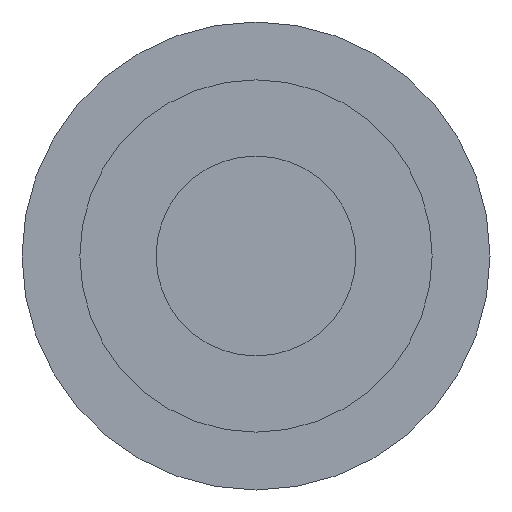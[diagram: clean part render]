
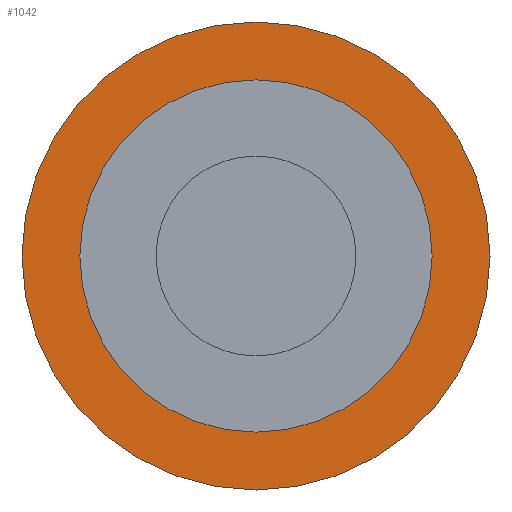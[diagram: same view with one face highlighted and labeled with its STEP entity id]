
A CAD part, front view. The second image highlights one B-rep face of the part: STEP entity #1042.
In plain terms, the highlighted planar face has unit normal (0, -1, 0).
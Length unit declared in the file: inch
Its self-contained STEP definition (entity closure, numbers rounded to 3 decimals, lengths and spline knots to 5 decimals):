
#7 = FACE_BOUND ( 'NONE', #578, .T. ) ;
#17 = CIRCLE ( 'NONE', #743, 0.815 ) ;
#27 = FACE_OUTER_BOUND ( 'NONE', #474, .T. ) ;
#31 = CIRCLE ( 'NONE', #717, 1.0825 ) ;
#50 = ORIENTED_EDGE ( 'NONE', *, *, #1005, .T. ) ;
#84 = CIRCLE ( 'NONE', #728, 0.815 ) ;
#132 = CIRCLE ( 'NONE', #663, 1.0825 ) ;
#244 = DIRECTION ( 'NONE',  ( 0., -1., 0. ) ) ;
#247 = CARTESIAN_POINT ( 'NONE',  ( 1.0825, 0., 0. ) ) ;
#249 = CARTESIAN_POINT ( 'NONE',  ( 0., 0., 0. ) ) ;
#271 = DIRECTION ( 'NONE',  ( 0., -1., 0. ) ) ;
#299 = DIRECTION ( 'NONE',  ( 0., 0., -1. ) ) ;
#362 = PLANE ( 'NONE',  #629 ) ;
#394 = DIRECTION ( 'NONE',  ( 0., 0., -1. ) ) ;
#412 = VERTEX_POINT ( 'NONE', #802 ) ;
#472 = ORIENTED_EDGE ( 'NONE', *, *, #705, .F. ) ;
#474 = EDGE_LOOP ( 'NONE', ( #50, #545 ) ) ;
#497 = VERTEX_POINT ( 'NONE', #853 ) ;
#501 = VERTEX_POINT ( 'NONE', #811 ) ;
#505 = VERTEX_POINT ( 'NONE', #760 ) ;
#531 = ORIENTED_EDGE ( 'NONE', *, *, #755, .F. ) ;
#545 = ORIENTED_EDGE ( 'NONE', *, *, #699, .T. ) ;
#578 = EDGE_LOOP ( 'NONE', ( #472, #531 ) ) ;
#629 = AXIS2_PLACEMENT_3D ( 'NONE', #247, #271, #394 ) ;
#663 = AXIS2_PLACEMENT_3D ( 'NONE', #249, #244, #299 ) ;
#699 = EDGE_CURVE ( 'NONE', #497, #505, #31, .T. ) ;
#705 = EDGE_CURVE ( 'NONE', #412, #501, #17, .T. ) ;
#717 = AXIS2_PLACEMENT_3D ( 'NONE', #941, #825, #775 ) ;
#728 = AXIS2_PLACEMENT_3D ( 'NONE', #883, #917, #784 ) ;
#743 = AXIS2_PLACEMENT_3D ( 'NONE', #793, #914, #937 ) ;
#755 = EDGE_CURVE ( 'NONE', #501, #412, #84, .T. ) ;
#760 = CARTESIAN_POINT ( 'NONE',  ( 0., 0., -1.0825 ) ) ;
#775 = DIRECTION ( 'NONE',  ( 0., 0., -1. ) ) ;
#784 = DIRECTION ( 'NONE',  ( 0., 0., -1. ) ) ;
#793 = CARTESIAN_POINT ( 'NONE',  ( 0., 0., 0. ) ) ;
#802 = CARTESIAN_POINT ( 'NONE',  ( 0., 0., -0.815 ) ) ;
#811 = CARTESIAN_POINT ( 'NONE',  ( 0., 0., 0.815 ) ) ;
#825 = DIRECTION ( 'NONE',  ( 0., -1., 0. ) ) ;
#853 = CARTESIAN_POINT ( 'NONE',  ( 0., 0., 1.0825 ) ) ;
#883 = CARTESIAN_POINT ( 'NONE',  ( 0., 0., 0. ) ) ;
#914 = DIRECTION ( 'NONE',  ( 0., -1., 0. ) ) ;
#917 = DIRECTION ( 'NONE',  ( 0., -1., 0. ) ) ;
#937 = DIRECTION ( 'NONE',  ( 0., 0., -1. ) ) ;
#941 = CARTESIAN_POINT ( 'NONE',  ( 0., 0., 0. ) ) ;
#1005 = EDGE_CURVE ( 'NONE', #505, #497, #132, .T. ) ;
#1042 = ADVANCED_FACE ( 'NONE', ( #27, #7 ), #362, .T. ) ;
